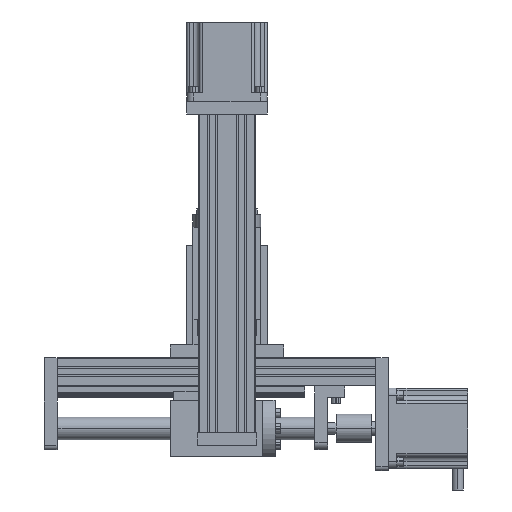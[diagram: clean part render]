
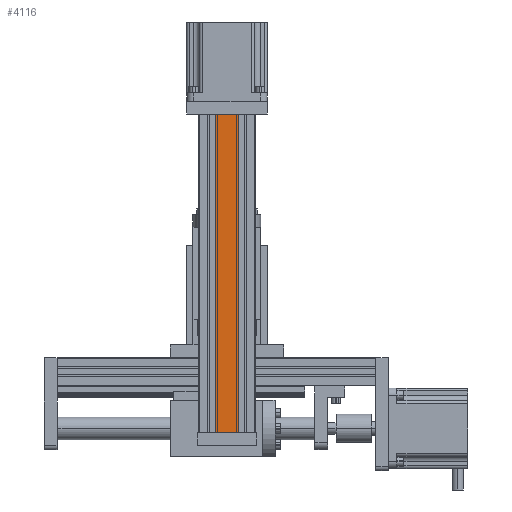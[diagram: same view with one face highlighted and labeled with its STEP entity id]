
A CAD part, front view. The second image highlights one B-rep face of the part: STEP entity #4116.
In plain terms, the highlighted planar face has unit normal (0, -1, 0).
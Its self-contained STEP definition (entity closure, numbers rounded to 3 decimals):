
#226 = AXIS2_PLACEMENT_3D ( 'NONE', #17941, #10985, #13842 ) ;
#1068 = EDGE_CURVE ( 'NONE', #1537, #9102, #3142, .T. ) ;
#1537 = VERTEX_POINT ( 'NONE', #5957 ) ;
#1589 = EDGE_CURVE ( 'NONE', #2216, #9102, #17969, .T. ) ;
#2043 = DIRECTION ( 'NONE',  ( 0., 0., -1. ) ) ;
#2216 = VERTEX_POINT ( 'NONE', #10531 ) ;
#2587 = CARTESIAN_POINT ( 'NONE',  ( -112.5, -10., -7.9 ) ) ;
#3142 = LINE ( 'NONE', #17336, #5335 ) ;
#3787 = VECTOR ( 'NONE', #17193, 1000. ) ;
#4116 = ADVANCED_FACE ( 'NONE', ( #8951 ), #12430, .F. ) ;
#4538 = CARTESIAN_POINT ( 'NONE',  ( 112.5, -10., 7.9 ) ) ;
#5210 = EDGE_CURVE ( 'NONE', #17710, #1537, #18109, .T. ) ;
#5335 = VECTOR ( 'NONE', #2043, 1000. ) ;
#5729 = LINE ( 'NONE', #4538, #7263 ) ;
#5871 = ORIENTED_EDGE ( 'NONE', *, *, #7030, .F. ) ;
#5957 = CARTESIAN_POINT ( 'NONE',  ( -112.5, -10., 7.9 ) ) ;
#5966 = ORIENTED_EDGE ( 'NONE', *, *, #1068, .T. ) ;
#7030 = EDGE_CURVE ( 'NONE', #17710, #2216, #5729, .T. ) ;
#7263 = VECTOR ( 'NONE', #7480, 1000. ) ;
#7480 = DIRECTION ( 'NONE',  ( 0., 0., -1. ) ) ;
#8951 = FACE_OUTER_BOUND ( 'NONE', #10913, .T. ) ;
#9102 = VERTEX_POINT ( 'NONE', #2587 ) ;
#9557 = ORIENTED_EDGE ( 'NONE', *, *, #5210, .T. ) ;
#10531 = CARTESIAN_POINT ( 'NONE',  ( 112.5, -10., -7.9 ) ) ;
#10913 = EDGE_LOOP ( 'NONE', ( #5966, #17164, #5871, #9557 ) ) ;
#10985 = DIRECTION ( 'NONE',  ( 0., 1., 0. ) ) ;
#11082 = DIRECTION ( 'NONE',  ( -1., 0., 0. ) ) ;
#11759 = VECTOR ( 'NONE', #11082, 1000. ) ;
#12430 = PLANE ( 'NONE',  #226 ) ;
#12524 = CARTESIAN_POINT ( 'NONE',  ( 112.5, -10., 7.9 ) ) ;
#12981 = CARTESIAN_POINT ( 'NONE',  ( 112.5, -10., -7.9 ) ) ;
#13842 = DIRECTION ( 'NONE',  ( 0., 0., 1. ) ) ;
#14189 = CARTESIAN_POINT ( 'NONE',  ( 112.5, -10., 7.9 ) ) ;
#17164 = ORIENTED_EDGE ( 'NONE', *, *, #1589, .F. ) ;
#17193 = DIRECTION ( 'NONE',  ( -1., 0., 0. ) ) ;
#17336 = CARTESIAN_POINT ( 'NONE',  ( -112.5, -10., 7.9 ) ) ;
#17710 = VERTEX_POINT ( 'NONE', #14189 ) ;
#17941 = CARTESIAN_POINT ( 'NONE',  ( 112.5, -10., 7.9 ) ) ;
#17969 = LINE ( 'NONE', #12981, #3787 ) ;
#18109 = LINE ( 'NONE', #12524, #11759 ) ;
